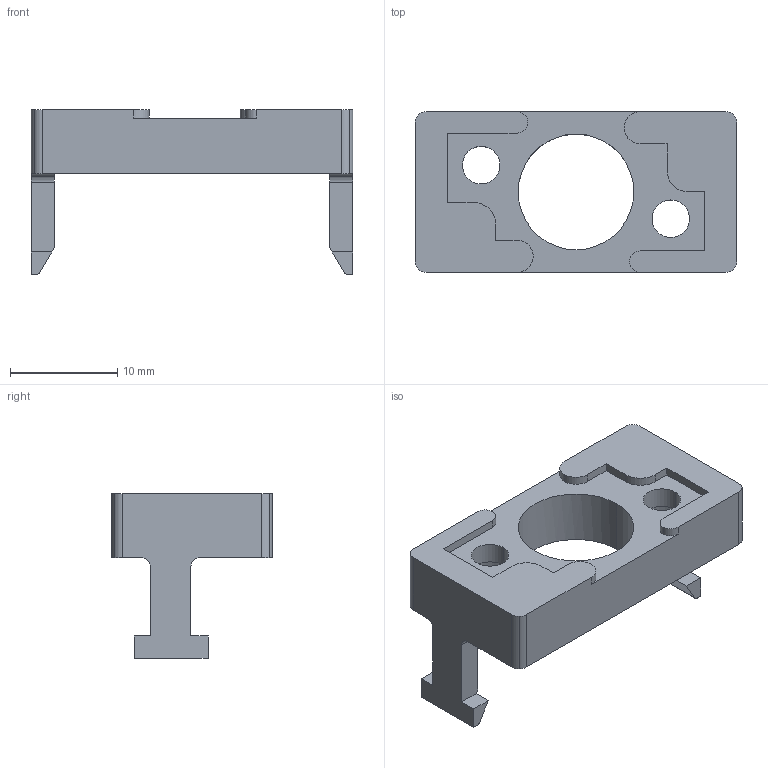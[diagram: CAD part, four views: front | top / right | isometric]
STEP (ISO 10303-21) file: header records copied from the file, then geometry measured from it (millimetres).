
FILE_DESCRIPTION((''),'2;1');
FILE_NAME('08_017_2.stp','2002-12-02T20:51:49',('Branislav Petkovic'),('AZ Pneumatica'),'AutoCAD STEP 2000i','AutoCAD 2000i','Via J. F. Kennedy, 26, 20020 Misinto (MI), ITALY');
FILE_SCHEMA(('CONFIG_CONTROL_DESIGN'));
Length unit declared in the file: millimetre
Products named in the file (2): 08_017_2; PART1
Assembly tree (1 placements, depth 2):
  08_017_2
    PART1
Bounding box: 30 x 15 x 15.4 mm (x, y, z)
Surface area: 1836.1 mm2 (no closed solid volume)
Topology: 0 solids, 1 shells, 78 faces, 225 edges, 151 vertices
Faces by surface type: cylinder 40, plane 38
Entity records: 2717 total; most frequent: DIRECTION 468, CARTESIAN_POINT 456, ORIENTED_EDGE 450, EDGE_CURVE 225, AXIS2_PLACEMENT_3D 163, VERTEX_POINT 151, VECTOR 142, LINE 142
